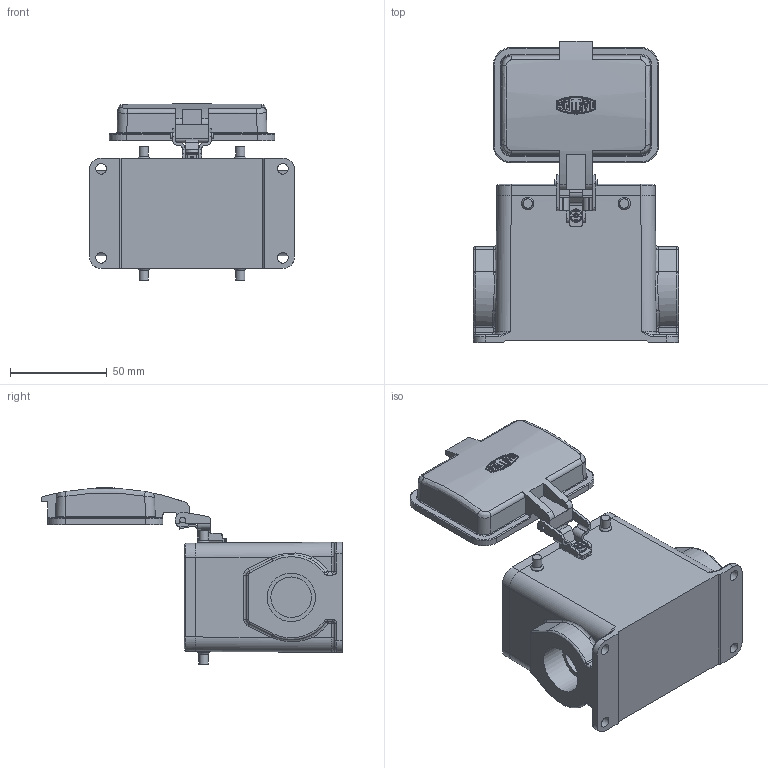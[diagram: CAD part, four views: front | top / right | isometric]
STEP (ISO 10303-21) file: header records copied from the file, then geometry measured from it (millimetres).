
FILE_DESCRIPTION(/* description */ (''),/* implementation_level */ '2;1');
FILE_NAME(/* name */ '100509788ugm000_b.stp',/* time_stamp */ '2017-11-06T07:13:12+01:00',/* author */ (''),/* organization */ (''),/* preprocessor_version */ 'ST-DEVELOPER v16',/* originating_system */ 'SIEMENS PLM Software NX 10.0',/* authorisation */ '');
FILE_SCHEMA (('AUTOMOTIVE_DESIGN { 1 0 10303 214 3 1 1 1 }'));
Length unit declared in the file: millimetre
Products named in the file (1): 100509788ugm000_b
Bounding box: 106 x 155.58 x 91.09 mm (x, y, z)
Volume: 181942.4 mm3; surface area: 77955.3 mm2
Topology: 2 solids, 2 shells, 899 faces, 2323 edges, 1489 vertices
Faces by surface type: plane 487, cylinder 255, bspline 135, cone 18, torus 4
Full cylindrical faces by diameter (mm): 0.378 x2, 0.583 x2, 3 x9, 3.05 x1, 4 x1, 4.8 x4, 6.5 x4, 7 x1, 20.5 x1, 21 x1, 23.6 x1, 25 x1
Entity records: 32096 total; most frequent: CARTESIAN_POINT 11304, ORIENTED_EDGE 4502, DIRECTION 3928, EDGE_CURVE 2251, VERTEX_POINT 1464, LINE 1360, VECTOR 1360, AXIS2_PLACEMENT_3D 1284
